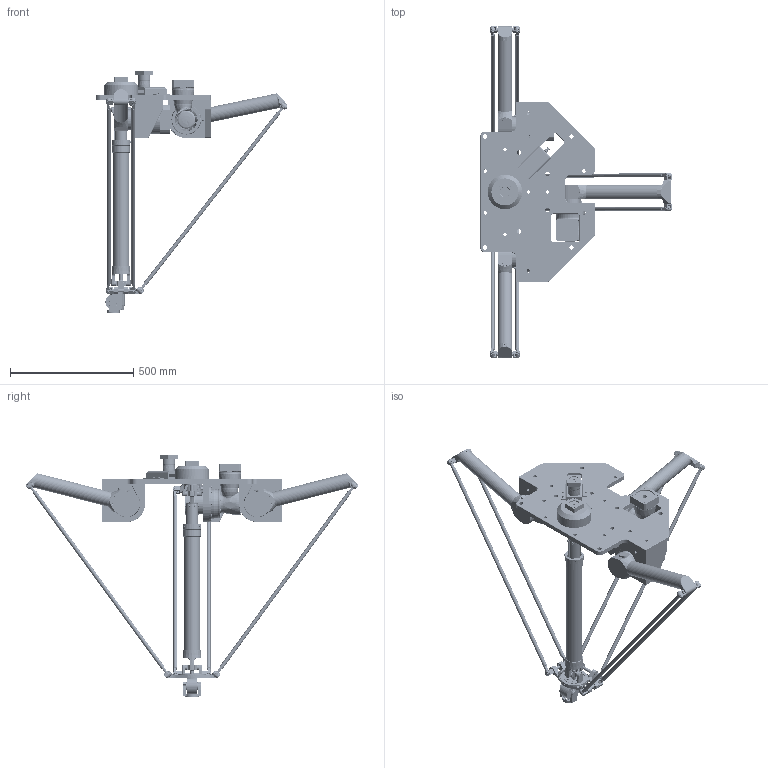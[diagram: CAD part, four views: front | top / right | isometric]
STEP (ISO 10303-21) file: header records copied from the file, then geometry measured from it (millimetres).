
FILE_DESCRIPTION(/* description */ ('Norm.iam Teamplte'),/* implementation_level */ '2;1');
FILE_NAME(/* name */ '3D-model_A_00871.stp',/* time_stamp */ '2022-03-02T17:39:44+01:00',/* author */ ('michael.schutter'),/* organization */ (''),/* preprocessor_version */ 'ST-DEVELOPER v16.5',/* originating_system */ 'Autodesk Inventor 2017',/* authorisation */ '');
FILE_SCHEMA (('AUTOMOTIVE_DESIGN { 1 0 10303 214 3 1 1 }'));
Length unit declared in the file: millimetre
Products named in the file (18): A_00871_DUMMY DUMMY-DELTA-Robotermechanik RLE5-1350-3kg; MT_WST00107342 Getriebe; MT_WST00107341 Dummy Getriebe; MT_WST00107346 Dummy Oberarm; MT_WST00107348 Dummy Oberarm; MT_WST00107296 Dummy Oberarm; MT_WST00070385MT_WST; MT_WST00031699MT_WST; MT_WST00107294; MT_WST00107543 Getriebe; MT_WST00107783 Dummy Kopfplatte; MT_WST00066319MT_WST; MT_WST00107786; MT_WST00107785 Dummy Werkzeugträger; MT_WST00051574MT_WST; MT_WST00101966 Dummy Achse 5; MT_WST00031706MT_WST; MT_WST00101318
Assembly tree (28 placements, depth 2):
  A_00871_DUMMY DUMMY-DELTA-Robotermechanik RLE5-1350-3kg
    MT_WST00107342 Getriebe  x2
    MT_WST00107341 Dummy Getriebe
    MT_WST00107346 Dummy Oberarm
    MT_WST00107348 Dummy Oberarm
    MT_WST00107296 Dummy Oberarm
    MT_WST00031699MT_WST  x4
    MT_WST00107294  x2
    MT_WST00070385MT_WST  x6
    MT_WST00107543 Getriebe
    MT_WST00107783 Dummy Kopfplatte
    MT_WST00066319MT_WST
    MT_WST00031706MT_WST  x2
    MT_WST00107786
    MT_WST00107785 Dummy Werkzeugträger
    MT_WST00051574MT_WST
    MT_WST00101966 Dummy Achse 5
    MT_WST00101318
Bounding box: 776.11 x 1346.29 x 983.65 mm (x, y, z)
Volume: 23093802 mm3; surface area: 2310761.4 mm2
Topology: 30 solids, 36 shells, 4097 faces, 9775 edges, 6150 vertices
Faces by surface type: plane 2120, cylinder 1126, cone 499, bspline 243, torus 101, sphere 8
Full cylindrical faces by diameter (mm): 1.7 x2, 2.459 x3, 3.242 x4, 3.3 x5, 3.459 x4, 4 x4, 4.134 x5, 4.917 x17, 5.188 x36, 6 x37, 6.5 x12, 6.647 x8, 7 x22, 7.323 x1, 8 x38, 8.5 x37, 9 x1, 9.013 x1, 9.6 x3, 10 x17, 11.4 x1, 11.5 x6, 11.6 x1, 12 x23, 13.835 x10, 15 x4, 15.98 x12, 16 x34, 17 x1, 17.5 x8
Entity records: 106946 total; most frequent: CARTESIAN_POINT 33039, DIRECTION 14784, ORIENTED_EDGE 13958, EDGE_CURVE 6979, AXIS2_PLACEMENT_3D 5386, VERTEX_POINT 4693, EDGE_LOOP 4212, LINE 4012
